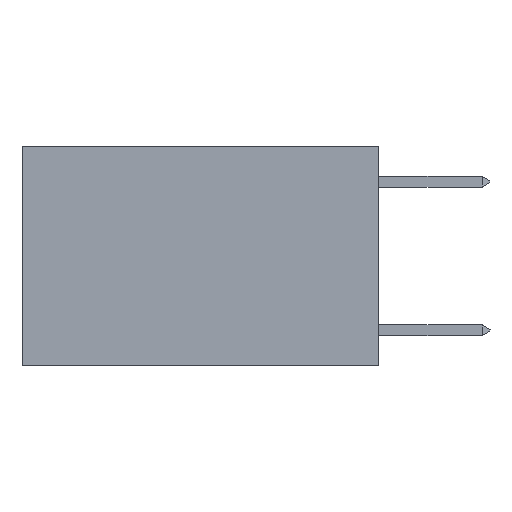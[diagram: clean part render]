
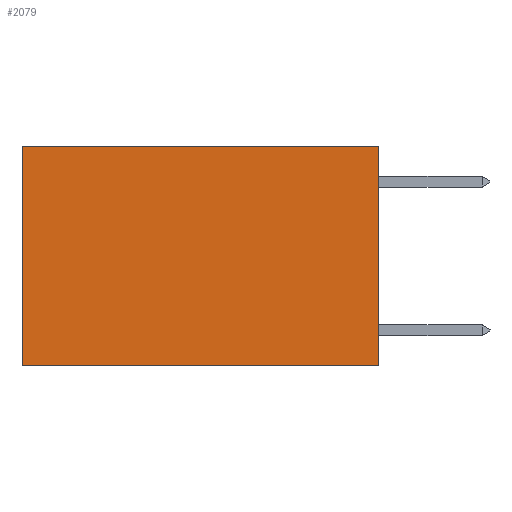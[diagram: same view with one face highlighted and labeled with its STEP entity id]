
A CAD part, left-side view. The second image highlights one B-rep face of the part: STEP entity #2079.
In plain terms, the highlighted planar face has unit normal (-1, 0, 0).
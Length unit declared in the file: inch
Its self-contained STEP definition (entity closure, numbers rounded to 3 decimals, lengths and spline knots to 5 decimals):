
#104 = DIRECTION ( 'NONE',  ( 0., 1., 0. ) ) ;
#622 = EDGE_CURVE ( 'NONE', #9733, #8798, #1614, .T. ) ;
#650 = ORIENTED_EDGE ( 'NONE', *, *, #16193, .T. ) ;
#1163 = DIRECTION ( 'NONE',  ( 0., 0., -1. ) ) ;
#1614 = LINE ( 'NONE', #10683, #11942 ) ;
#2079 = ADVANCED_FACE ( 'NONE', ( #7005 ), #7744, .F. ) ;
#2334 = LINE ( 'NONE', #9473, #16182 ) ;
#3135 = CARTESIAN_POINT ( 'NONE',  ( 0.2625, 0.6, 0. ) ) ;
#3337 = DIRECTION ( 'NONE',  ( 0., 0., -1. ) ) ;
#4242 = LINE ( 'NONE', #17268, #10951 ) ;
#4370 = ORIENTED_EDGE ( 'NONE', *, *, #622, .F. ) ;
#5147 = LINE ( 'NONE', #12765, #5973 ) ;
#5445 = EDGE_CURVE ( 'NONE', #7274, #8798, #4242, .T. ) ;
#5973 = VECTOR ( 'NONE', #3337, 39.37008 ) ;
#6703 = DIRECTION ( 'NONE',  ( 0., 0., -1. ) ) ;
#7005 = FACE_OUTER_BOUND ( 'NONE', #8190, .T. ) ;
#7237 = CARTESIAN_POINT ( 'NONE',  ( 0.2625, 0.6, -0.37 ) ) ;
#7274 = VERTEX_POINT ( 'NONE', #3135 ) ;
#7330 = DIRECTION ( 'NONE',  ( 1., 0., 0. ) ) ;
#7592 = CARTESIAN_POINT ( 'NONE',  ( 0.2625, 0., 0. ) ) ;
#7744 = PLANE ( 'NONE',  #11543 ) ;
#8190 = EDGE_LOOP ( 'NONE', ( #15653, #4370, #9536, #650 ) ) ;
#8798 = VERTEX_POINT ( 'NONE', #7237 ) ;
#9473 = CARTESIAN_POINT ( 'NONE',  ( 0.2625, 0., 0. ) ) ;
#9536 = ORIENTED_EDGE ( 'NONE', *, *, #14875, .F. ) ;
#9733 = VERTEX_POINT ( 'NONE', #10662 ) ;
#10662 = CARTESIAN_POINT ( 'NONE',  ( 0.2625, 0., -0.37 ) ) ;
#10683 = CARTESIAN_POINT ( 'NONE',  ( 0.2625, 0., -0.37 ) ) ;
#10951 = VECTOR ( 'NONE', #1163, 39.37008 ) ;
#11543 = AXIS2_PLACEMENT_3D ( 'NONE', #7592, #7330, #6703 ) ;
#11942 = VECTOR ( 'NONE', #12478, 39.37008 ) ;
#12478 = DIRECTION ( 'NONE',  ( 0., 1., 0. ) ) ;
#12765 = CARTESIAN_POINT ( 'NONE',  ( 0.2625, 0., 0. ) ) ;
#14875 = EDGE_CURVE ( 'NONE', #16712, #9733, #5147, .T. ) ;
#15653 = ORIENTED_EDGE ( 'NONE', *, *, #5445, .T. ) ;
#15829 = CARTESIAN_POINT ( 'NONE',  ( 0.2625, 0., 0. ) ) ;
#16182 = VECTOR ( 'NONE', #104, 39.37008 ) ;
#16193 = EDGE_CURVE ( 'NONE', #16712, #7274, #2334, .T. ) ;
#16712 = VERTEX_POINT ( 'NONE', #15829 ) ;
#17268 = CARTESIAN_POINT ( 'NONE',  ( 0.2625, 0.6, 0. ) ) ;
